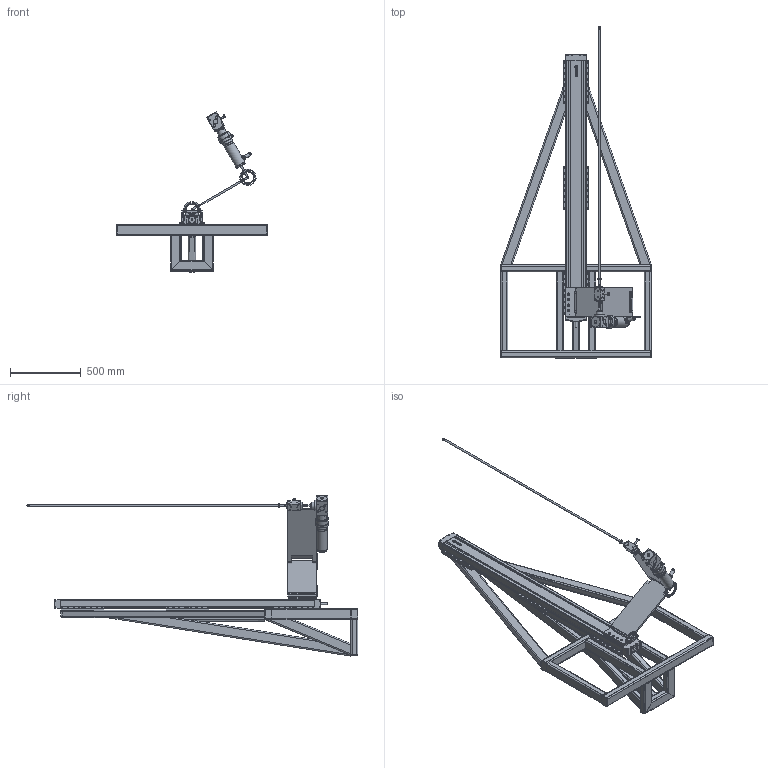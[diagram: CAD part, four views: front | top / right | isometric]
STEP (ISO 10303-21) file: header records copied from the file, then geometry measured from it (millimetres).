
FILE_DESCRIPTION(/* description */ (''),/* implementation_level */ '2;1');
FILE_NAME(/* name */ 'hpr station TOPLEVEL.stp',/* time_stamp */ '2021-03-30T21:20:13-04:00',/* author */ ('Work'),/* organization */ (''),/* preprocessor_version */ 'ST-DEVELOPER v18.1',/* originating_system */ 'Autodesk Inventor 2021',/* authorisation */ '');
FILE_SCHEMA (('AUTOMOTIVE_DESIGN { 1 0 10303 214 3 1 1 }'));
Products named in the file (61): hpr station TOPLEVEL; CKK_145_NN_1_1800_mm_MF01_03_34_309_033; R036050000_1800_SPDL; R036050000_1800_HK; R037250006_Z; R037250005_Z; R037550010_Z; R037350043_Z; R036050000_1800_ABD; arm TOPLEVEL; arm mount; arm stage 1; arm shaft SUB; arm shaft; 59575K710_DRY-RUNNING SLEEVE BEARING WITH METAL SHELL; arm shaft spacer; stage2; arm attachments SUB; Z18936-A FULL ASSEMBLY; Z18936-H HOUSING WELDMENT; Z18936-H1 HOUSING; Z18936-S SHAFT ASSEMBLY; Z18936-S1 SHAFT; Z18936-S2 BIOPHARM FITTING; Z18936-N1 COMPRESSION NUT; 91907A140_TITANIUM THIN HEX NUT; 8504A164_CORROSION-RESISTANT PRESS-FIT DRILL BUSHING; Z18936-B2 Shaft Gasket; Z18936-B1 THRUST PLATE; 5908K150_ULTRA-CORROSION-RESISTANT SS BALL BEARING; AKMH23x-CCTNCAFK; AQT060-010-0-MMR-724; 10-322-592-2010; 10-320-889-1; 05-213-275010MMR-724_at; 04-220-829; 10-321-051_ap; 01-622-461_vent; 01-720-8124_hp; AQT060010MMR-724_nut ...
Assembly tree (93 placements, depth 6):
  hpr station TOPLEVEL
    CKK_145_NN_1_1800_mm_MF01_03_34_309_033
      R036050000_1800_SPDL
      R036050000_1800_HK
      R037250006_Z
      R037250005_Z
      R037550010_Z
      R037350043_Z  x2
      R036050000_1800_ABD
    arm TOPLEVEL
      arm shaft SUB  x2
        arm shaft
        59575K710_DRY-RUNNING SLEEVE BEARING WITH METAL SHELL
        arm shaft spacer
      arm mount
      arm stage 1
      stage2
      arm attachments SUB
        Z18936-A FULL ASSEMBLY
          Z18936-H HOUSING WELDMENT
            Z18936-H1 HOUSING
            Z18936-S2 BIOPHARM FITTING
          Z18936-S SHAFT ASSEMBLY
            Z18936-S1 SHAFT
            Z18936-S2 BIOPHARM FITTING
          Z18936-N1 COMPRESSION NUT  x2
          91907A140_TITANIUM THIN HEX NUT  x2
          8504A164_CORROSION-RESISTANT PRESS-FIT DRILL BUSHING
          Z18936-B2 Shaft Gasket  x2
          Z18936-B1 THRUST PLATE  x2
          5908K150_ULTRA-CORROSION-RESISTANT SS BALL BEARING  x2
        AKMH23x-CCTNCAFK
        AQT060-010-0-MMR-724
          10-322-592-2010
          10-320-889-1
          05-213-275010MMR-724_at
          04-220-829
          10-321-051_ap
          01-720-8124_hp  x2
          01-622-461_vent
          AQT060010MMR-724_nut  x4
        HW-00-4.1-INT
        wand
        nozle
        arm to water block plate
      lock ring 2 supp
      lock ring 2
      lock ring 1 supp
      lock ring 1
    frame TOPLEVEL
      base bar  x2
      end cap  x4
      actuMount  x3
        actuatorMount
        aactuatorHolder
      vertical bar  x4
      depth bar  x2
      back bar
      support 1  x2
      support 2
Bounding box: 1066.8 x 2350.69 x 1135.19 mm (x, y, z)
Volume: 24948199 mm3; surface area: 8614063 mm2
Topology: 135 solids, 157 shells, 2948 faces, 7833 edges, 5402 vertices
Faces by surface type: plane 1625, cylinder 956, cone 238, bspline 66, torus 43, sphere 20
Full cylindrical faces by diameter (mm): 0.507 x7, 1.192 x6, 2.5 x4, 3 x8, 3.242 x12, 3.962 x4, 4 x2, 4.134 x4, 4.42 x16, 4.762 x8, 4.8 x8, 4.928 x2, 4.978 x29, 5 x34, 6 x24, 6.35 x7, 6.388 x12, 6.401 x4, 6.54 x12, 6.6 x12, 6.604 x96, 6.693 x12, 8.407 x8, 9 x5, 9.119 x1, 9.398 x4, 9.525 x1, 9.55 x18, 10 x16, 10.008 x1
Entity records: 71371 total; most frequent: CARTESIAN_POINT 15869, DIRECTION 11516, ORIENTED_EDGE 10710, EDGE_CURVE 5378, AXIS2_PLACEMENT_3D 4302, VERTEX_POINT 3720, LINE 2912, VECTOR 2912
